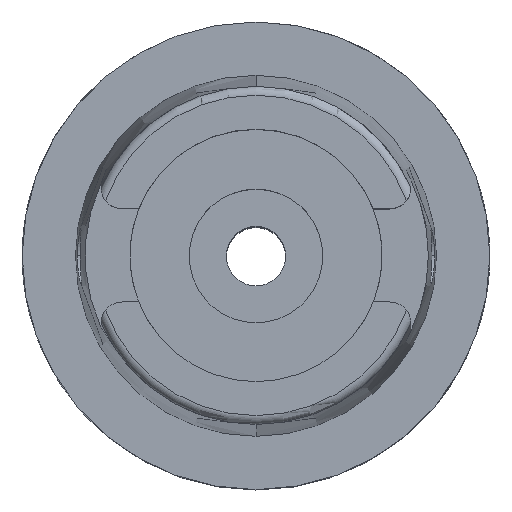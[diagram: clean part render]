
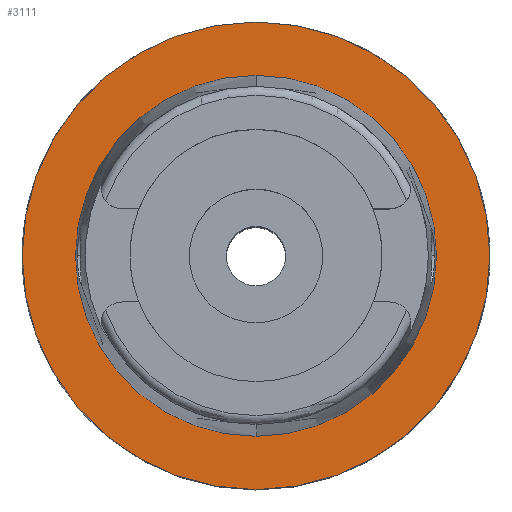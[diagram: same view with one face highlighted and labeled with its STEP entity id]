
A CAD part, top view. The second image highlights one B-rep face of the part: STEP entity #3111.
In plain terms, the highlighted planar face has unit normal (0, 0, 1).
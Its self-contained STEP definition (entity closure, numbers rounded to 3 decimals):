
#645=CARTESIAN_POINT('',(0.,0.,0.));
#646=DIRECTION('',(0.,0.,-1.));
#647=DIRECTION('',(0.,-1.,0.));
#648=AXIS2_PLACEMENT_3D('',#645,#646,#647);
#653=CARTESIAN_POINT('',(0.,0.,0.));
#654=DIRECTION('',(0.,0.,-1.));
#655=DIRECTION('',(0.,1.,0.));
#656=AXIS2_PLACEMENT_3D('',#653,#654,#655);
#661=CARTESIAN_POINT('',(0.,0.,0.));
#662=DIRECTION('',(0.,0.,1.));
#663=DIRECTION('',(0.,-1.,0.));
#664=AXIS2_PLACEMENT_3D('',#661,#662,#663);
#669=CARTESIAN_POINT('',(0.,0.,0.));
#670=DIRECTION('',(0.,0.,1.));
#671=DIRECTION('',(0.,1.,0.));
#672=AXIS2_PLACEMENT_3D('',#669,#670,#671);
#2439=CARTESIAN_POINT('',(0.,-24.315,0.));
#2440=VERTEX_POINT('',#2439);
#2441=CARTESIAN_POINT('',(0.,24.315,0.));
#2442=VERTEX_POINT('',#2441);
#2725=CARTESIAN_POINT('',(0.,31.5,0.));
#2726=VERTEX_POINT('',#2725);
#2727=CARTESIAN_POINT('',(0.,-31.5,0.));
#2728=VERTEX_POINT('',#2727);
#3096=CARTESIAN_POINT('',(0.,0.,0.));
#3097=DIRECTION('',(0.,0.,1.));
#3098=DIRECTION('',(0.,1.,0.));
#3099=AXIS2_PLACEMENT_3D('',#3096,#3097,#3098);
#3100=PLANE('',#3099);
#3102=ORIENTED_EDGE('',*,*,#3101,.T.);
#3104=ORIENTED_EDGE('',*,*,#3103,.T.);
#3105=EDGE_LOOP('',(#3102,#3104));
#3106=FACE_OUTER_BOUND('',#3105,.F.);
#3107=ORIENTED_EDGE('',*,*,#3054,.T.);
#3108=ORIENTED_EDGE('',*,*,#2847,.T.);
#3109=EDGE_LOOP('',(#3107,#3108));
#3110=FACE_BOUND('',#3109,.F.);
#649=CIRCLE('',#648,31.5);
#657=CIRCLE('',#656,31.5);
#665=CIRCLE('',#664,24.315);
#673=CIRCLE('',#672,24.315);
#2847=EDGE_CURVE('',#2442,#2440,#673,.T.);
#3054=EDGE_CURVE('',#2440,#2442,#665,.T.);
#3101=EDGE_CURVE('',#2728,#2726,#649,.T.);
#3103=EDGE_CURVE('',#2726,#2728,#657,.T.);
#3111=ADVANCED_FACE('',(#3106,#3110),#3100,.T.);
